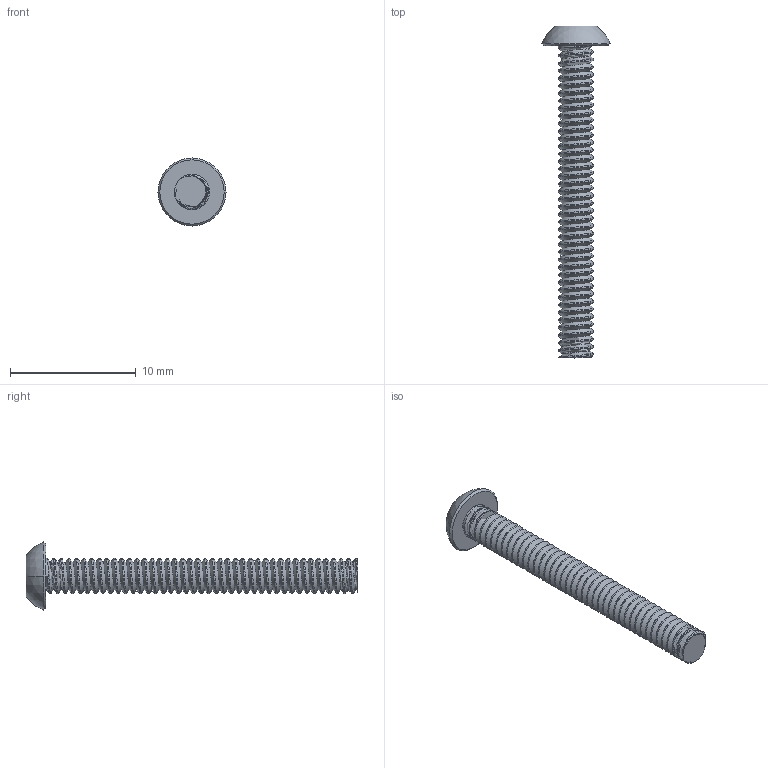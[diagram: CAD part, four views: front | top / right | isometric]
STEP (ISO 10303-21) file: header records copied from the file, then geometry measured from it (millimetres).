
FILE_DESCRIPTION (( 'STEP AP214' ), '1' );
FILE_NAME ('Bolt M3x25 Purple.STEP', '2022-02-11T12:51:21', ( '' ), ( '' ), 'SwSTEP 2.0', 'SolidWorks 2016', '' );
FILE_SCHEMA (( 'AUTOMOTIVE_DESIGN' ));
Length unit declared in the file: millimetre
Products named in the file (2): Bolt M3x25 Purple
Bounding box: 5.4 x 26.36 x 5.4 mm (x, y, z)
Volume: 149.7 mm3; surface area: 356.1 mm2
Topology: 1 solids, 1 shells, 101 faces, 290 edges, 194 vertices
Faces by surface type: cylinder 84, plane 11, cone 2, sphere 2, bspline 2
Entity records: 8393 total; most frequent: CARTESIAN_POINT 6209, ORIENTED_EDGE 578, DIRECTION 328, EDGE_CURVE 289, VERTEX_POINT 192, AXIS2_PLACEMENT_3D 112, LINE 104, VECTOR 104
